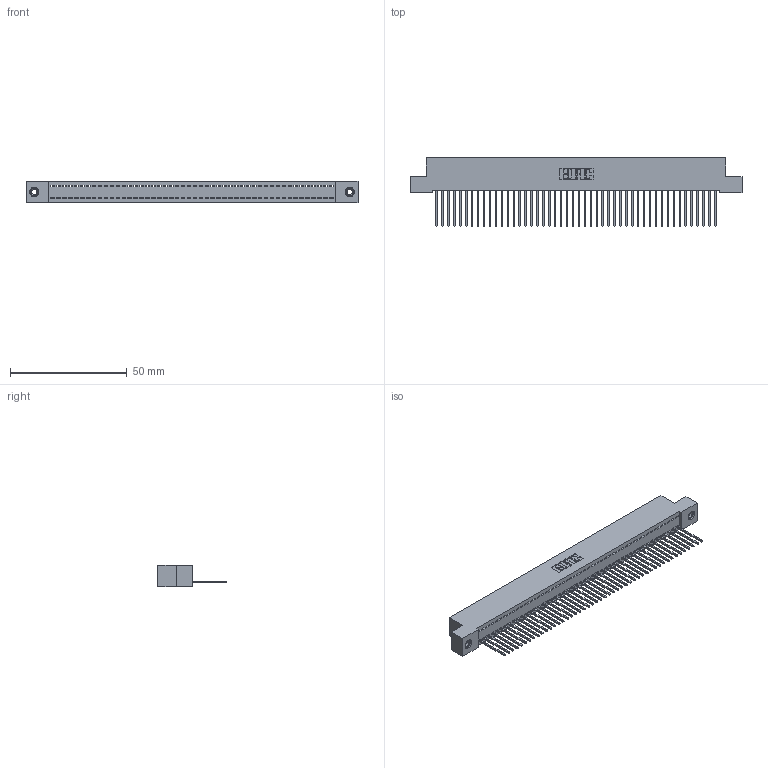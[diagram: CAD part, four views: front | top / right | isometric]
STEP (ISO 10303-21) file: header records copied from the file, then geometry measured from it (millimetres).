
FILE_DESCRIPTION (( 'STEP AP203' ), '1' );
FILE_NAME ('392-048-540-108.STEP', '2018-08-16T22:20:02', ( '' ), ( '' ), 'SwSTEP 2.0', 'SolidWorks 2016', '' );
FILE_SCHEMA (( 'CONFIG_CONTROL_DESIGN' ));
Length unit declared in the file: inch
Products named in the file (4): 345-292-001_345-293-140; 342 Part_TI; 345-250-001_345-250-003-102; 392-048-540-108
Assembly tree (51 placements, depth 2):
  392-048-540-108
    342 Part_TI
    345-292-001_345-293-140  x48
    345-250-001_345-250-003-102  x2
Bounding box: 142.24 x 29.47 x 9.4 mm (x, y, z)
Volume: 12553 mm3; surface area: 19012.9 mm2
Topology: 51 solids, 51 shells, 2954 faces, 8883 edges, 5850 vertices
Faces by surface type: plane 2114, cylinder 824, cone 12, torus 4
Entity records: 29640 total; most frequent: CARTESIAN_POINT 5093, ORIENTED_EDGE 5070, DIRECTION 4317, EDGE_CURVE 2535, VECTOR 2387, LINE 2387, VERTEX_POINT 1684, AXIS2_PLACEMENT_3D 965
